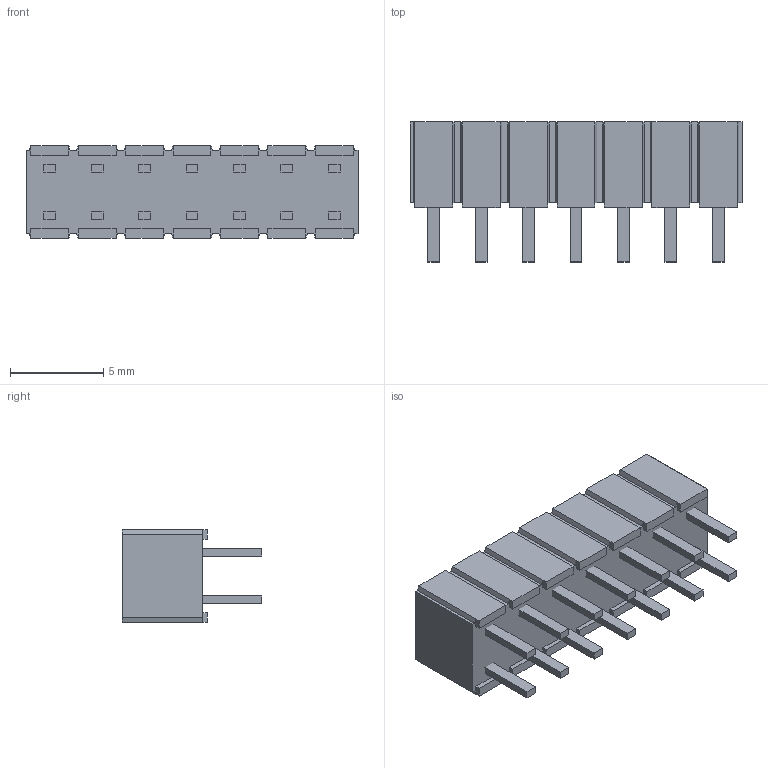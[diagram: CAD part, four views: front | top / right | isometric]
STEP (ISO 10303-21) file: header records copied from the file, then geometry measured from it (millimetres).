
FILE_DESCRIPTION( ( 'STEP AP203' ), '1' );
FILE_NAME( 'SLW-107-01-G-D.stp', '2019-06-02T19:26:03', ( '' ), ( '' ), ' ', 'PARTsolutions', ' ' );
FILE_SCHEMA( ( 'CONFIG_CONTROL_DESIGN' ) );
Length unit declared in the file: inch
Products named in the file (3): SLW-107-01-G-D; _SLW-107-01-D_socket; _C-28-01-07-D
Assembly tree (2 placements, depth 2):
  SLW-107-01-G-D
    _SLW-107-01-D_socket
    _C-28-01-07-D
Bounding box: 17.78 x 7.49 x 4.95 mm (x, y, z)
Volume: 550.4 mm3; surface area: 1091.6 mm2
Topology: 2 solids, 2 shells, 334 faces, 836 edges, 548 vertices
Faces by surface type: plane 334
Entity records: 9824 total; most frequent: CARTESIAN_POINT 1721, ORIENTED_EDGE 1672, DIRECTION 1510, EDGE_CURVE 836, LINE 836, VECTOR 836, VERTEX_POINT 548, EDGE_LOOP 376
